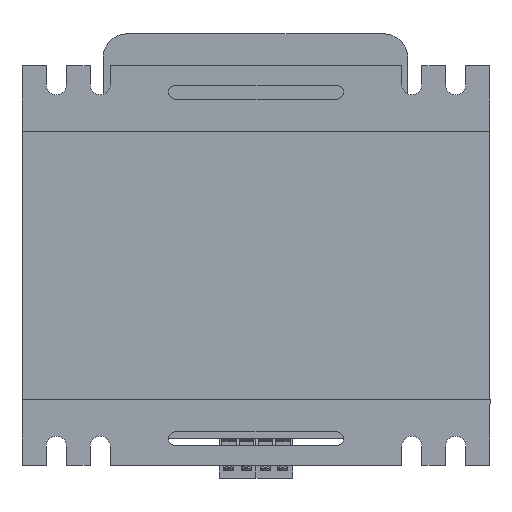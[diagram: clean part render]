
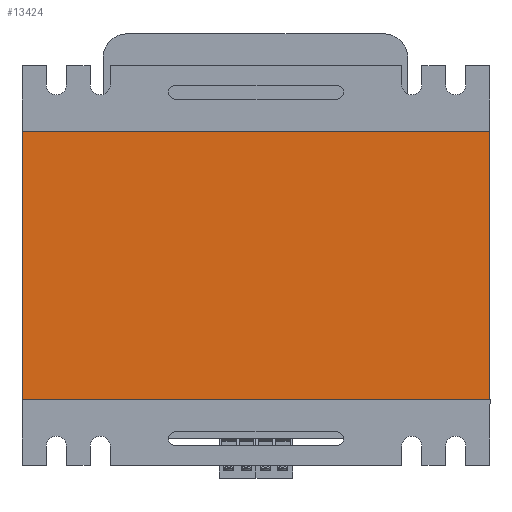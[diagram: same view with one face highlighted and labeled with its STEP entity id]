
A CAD part, front view. The second image highlights one B-rep face of the part: STEP entity #13424.
In plain terms, the highlighted planar face has unit normal (0, -1, 0).
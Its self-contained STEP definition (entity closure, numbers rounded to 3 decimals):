
#386 = CARTESIAN_POINT ( 'NONE',  ( -201.761, 0., 0. ) ) ;
#1001 = EDGE_CURVE ( 'NONE', #23837, #33217, #21792, .T. ) ;
#1445 = EDGE_CURVE ( 'NONE', #29137, #28469, #29049, .T. ) ;
#3340 = DIRECTION ( 'NONE',  ( 0., 1., 0. ) ) ;
#4908 = VECTOR ( 'NONE', #30090, 1000. ) ;
#8985 = PLANE ( 'NONE',  #35229 ) ;
#10183 = CARTESIAN_POINT ( 'NONE',  ( -201.761, 0., 110. ) ) ;
#12496 = EDGE_CURVE ( 'NONE', #29137, #23837, #17790, .T. ) ;
#12500 = CARTESIAN_POINT ( 'NONE',  ( -9.761, 0., 110. ) ) ;
#12684 = DIRECTION ( 'NONE',  ( 1., 0., 0. ) ) ;
#13401 = VECTOR ( 'NONE', #38313, 1000. ) ;
#13424 = ADVANCED_FACE ( 'NONE', ( #36588 ), #8985, .F. ) ;
#17790 = LINE ( 'NONE', #39147, #4908 ) ;
#17987 = EDGE_CURVE ( 'NONE', #28469, #33217, #19541, .T. ) ;
#18196 = ORIENTED_EDGE ( 'NONE', *, *, #1445, .T. ) ;
#18771 = CARTESIAN_POINT ( 'NONE',  ( -9.761, 0., 110. ) ) ;
#19541 = LINE ( 'NONE', #386, #24410 ) ;
#21792 = LINE ( 'NONE', #18771, #33882 ) ;
#23182 = CARTESIAN_POINT ( 'NONE',  ( -201.761, 0., 110. ) ) ;
#23837 = VERTEX_POINT ( 'NONE', #12500 ) ;
#24410 = VECTOR ( 'NONE', #12684, 1000. ) ;
#27730 = EDGE_LOOP ( 'NONE', ( #38401, #34959, #35097, #18196 ) ) ;
#28115 = CARTESIAN_POINT ( 'NONE',  ( -201.761, 0., 0. ) ) ;
#28469 = VERTEX_POINT ( 'NONE', #28115 ) ;
#29049 = LINE ( 'NONE', #23182, #13401 ) ;
#29137 = VERTEX_POINT ( 'NONE', #36705 ) ;
#29556 = CARTESIAN_POINT ( 'NONE',  ( -9.761, 0., 0. ) ) ;
#30090 = DIRECTION ( 'NONE',  ( 1., 0., 0. ) ) ;
#30946 = DIRECTION ( 'NONE',  ( 0., 0., 1. ) ) ;
#31073 = DIRECTION ( 'NONE',  ( 0., 0., -1. ) ) ;
#33217 = VERTEX_POINT ( 'NONE', #29556 ) ;
#33882 = VECTOR ( 'NONE', #31073, 1000. ) ;
#34959 = ORIENTED_EDGE ( 'NONE', *, *, #1001, .F. ) ;
#35097 = ORIENTED_EDGE ( 'NONE', *, *, #12496, .F. ) ;
#35229 = AXIS2_PLACEMENT_3D ( 'NONE', #10183, #3340, #30946 ) ;
#36588 = FACE_OUTER_BOUND ( 'NONE', #27730, .T. ) ;
#36705 = CARTESIAN_POINT ( 'NONE',  ( -201.761, 0., 110. ) ) ;
#38313 = DIRECTION ( 'NONE',  ( 0., 0., -1. ) ) ;
#38401 = ORIENTED_EDGE ( 'NONE', *, *, #17987, .T. ) ;
#39147 = CARTESIAN_POINT ( 'NONE',  ( -201.761, 0., 110. ) ) ;
